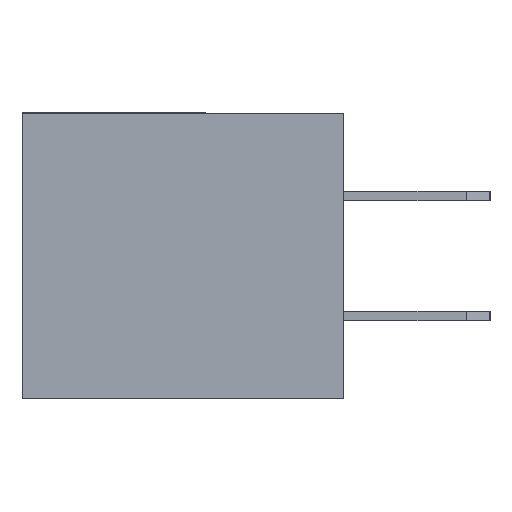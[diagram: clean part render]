
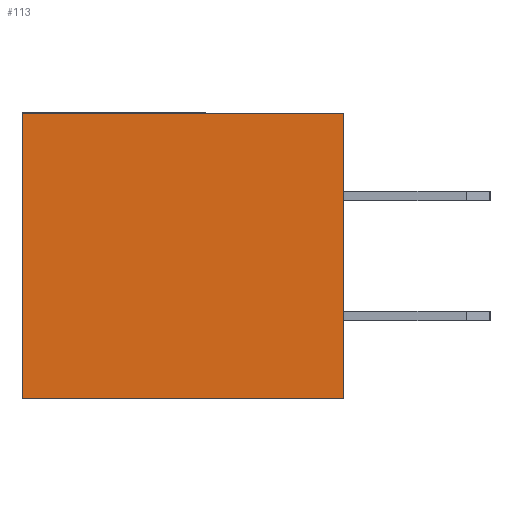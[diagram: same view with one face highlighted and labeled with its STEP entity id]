
A CAD part, left-side view. The second image highlights one B-rep face of the part: STEP entity #113.
In plain terms, the highlighted planar face has unit normal (-1, 0, 0).
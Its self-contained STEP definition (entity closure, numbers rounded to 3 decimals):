
#30=CARTESIAN_POINT('',(0.,3.4,-3.025));
#31=DIRECTION('',(0.,0.,1.));
#32=DIRECTION('',(-1.,0.,0.));
#33=AXIS2_PLACEMENT_3D('',#30,#32,#31);
#34=PLANE('',#33);
#35=CARTESIAN_POINT('',(0.,6.8,0.));
#36=VERTEX_POINT('',#35);
#37=CARTESIAN_POINT('',(0.,0.6,0.));
#38=VERTEX_POINT('',#37);
#39=CARTESIAN_POINT('',(0.,6.8,0.));
#40=CARTESIAN_POINT('',(0.,5.56,0.));
#41=CARTESIAN_POINT('',(0.,4.32,0.));
#42=CARTESIAN_POINT('',(0.,3.08,0.));
#43=CARTESIAN_POINT('',(0.,1.84,0.));
#44=CARTESIAN_POINT('',(0.,0.6,0.));
#45=B_SPLINE_CURVE_WITH_KNOTS('',5,(#39,#40,#41,#42,#43,#44),.UNSPECIFIED.,.F.,.U.,(6,6),(0.,6.2),.UNSPECIFIED.);
#46=EDGE_CURVE('',#36,#38,#45,.T.);
#47=ORIENTED_EDGE('',*,*,#46,.F.);
#48=CARTESIAN_POINT('',(0.,6.8,-6.05));
#49=VERTEX_POINT('',#48);
#50=CARTESIAN_POINT('',(0.,6.8,0.));
#51=CARTESIAN_POINT('',(0.,6.8,-1.21));
#52=CARTESIAN_POINT('',(0.,6.8,-2.42));
#53=CARTESIAN_POINT('',(0.,6.8,-3.63));
#54=CARTESIAN_POINT('',(0.,6.8,-4.84));
#55=CARTESIAN_POINT('',(0.,6.8,-6.05));
#56=B_SPLINE_CURVE_WITH_KNOTS('',5,(#50,#51,#52,#53,#54,#55),.UNSPECIFIED.,.F.,.U.,(6,6),(0.,6.05),.UNSPECIFIED.);
#57=EDGE_CURVE('',#36,#49,#56,.T.);
#58=ORIENTED_EDGE('',*,*,#57,.T.);
#59=CARTESIAN_POINT('',(0.,0.6,-6.05));
#60=VERTEX_POINT('',#59);
#61=CARTESIAN_POINT('',(0.,6.8,-6.05));
#62=CARTESIAN_POINT('',(0.,5.56,-6.05));
#63=CARTESIAN_POINT('',(0.,4.32,-6.05));
#64=CARTESIAN_POINT('',(0.,3.08,-6.05));
#65=CARTESIAN_POINT('',(0.,1.84,-6.05));
#66=CARTESIAN_POINT('',(0.,0.6,-6.05));
#67=B_SPLINE_CURVE_WITH_KNOTS('',5,(#61,#62,#63,#64,#65,#66),.UNSPECIFIED.,.F.,.U.,(6,6),(0.,6.2),.UNSPECIFIED.);
#68=EDGE_CURVE('',#49,#60,#67,.T.);
#69=ORIENTED_EDGE('',*,*,#68,.T.);
#70=CARTESIAN_POINT('',(0.,0.,-6.05));
#71=VERTEX_POINT('',#70);
#72=CARTESIAN_POINT('',(0.,0.6,-6.05));
#73=DIRECTION('',(0.,-1.,0.));
#74=VECTOR('',#73,0.6);
#75=LINE('',#72,#74);
#76=EDGE_CURVE('',#60,#71,#75,.T.);
#77=ORIENTED_EDGE('',*,*,#76,.T.);
#78=CARTESIAN_POINT('',(0.,0.,-5.475));
#79=VERTEX_POINT('',#78);
#80=CARTESIAN_POINT('',(0.,0.,-5.475));
#81=DIRECTION('',(0.,0.,-1.));
#82=VECTOR('',#81,0.575);
#83=LINE('',#80,#82);
#84=EDGE_CURVE('',#79,#71,#83,.T.);
#85=ORIENTED_EDGE('',*,*,#84,.F.);
#86=CARTESIAN_POINT('',(0.,0.,-0.575));
#87=VERTEX_POINT('',#86);
#88=CARTESIAN_POINT('',(0.,0.,-5.475));
#89=CARTESIAN_POINT('',(0.,0.,-4.495));
#90=CARTESIAN_POINT('',(0.,0.,-3.515));
#91=CARTESIAN_POINT('',(0.,0.,-2.535));
#92=CARTESIAN_POINT('',(0.,0.,-1.555));
#93=CARTESIAN_POINT('',(0.,0.,-0.575));
#94=B_SPLINE_CURVE_WITH_KNOTS('',5,(#88,#89,#90,#91,#92,#93),.UNSPECIFIED.,.F.,.U.,(6,6),(0.,4.9),.UNSPECIFIED.);
#95=EDGE_CURVE('',#79,#87,#94,.T.);
#96=ORIENTED_EDGE('',*,*,#95,.T.);
#97=CARTESIAN_POINT('',(0.,0.,0.));
#98=VERTEX_POINT('',#97);
#99=CARTESIAN_POINT('',(0.,0.,0.));
#100=DIRECTION('',(0.,0.,-1.));
#101=VECTOR('',#100,0.575);
#102=LINE('',#99,#101);
#103=EDGE_CURVE('',#98,#87,#102,.T.);
#104=ORIENTED_EDGE('',*,*,#103,.F.);
#105=CARTESIAN_POINT('',(0.,0.6,0.));
#106=DIRECTION('',(0.,-1.,0.));
#107=VECTOR('',#106,0.6);
#108=LINE('',#105,#107);
#109=EDGE_CURVE('',#38,#98,#108,.T.);
#110=ORIENTED_EDGE('',*,*,#109,.F.);
#111=EDGE_LOOP('',(#47,#58,#69,#77,#85,#96,#104,#110));
#112=FACE_OUTER_BOUND('',#111,.T.);
#113=ADVANCED_FACE('',(#112),#34,.T.);
